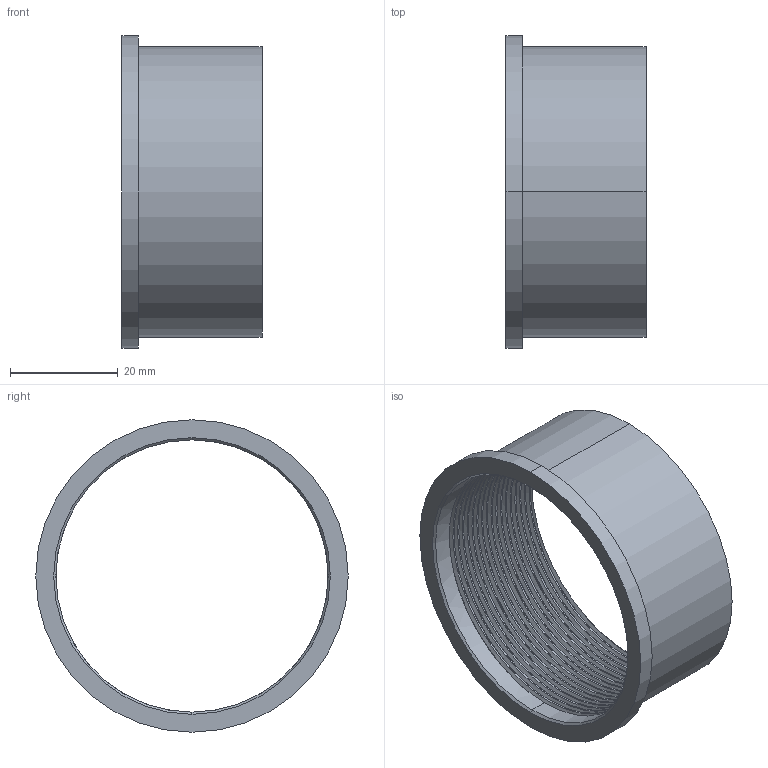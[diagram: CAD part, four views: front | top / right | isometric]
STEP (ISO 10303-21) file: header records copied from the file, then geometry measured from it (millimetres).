
FILE_DESCRIPTION (( 'STEP AP203' ), '1' );
FILE_NAME ('3D-LR-131-E_1 1-2_17106370.STEP', '2024-09-02T15:32:48', ( '' ), ( '' ), 'SwSTEP 2.0', 'SolidWorks 2024', '' );
FILE_SCHEMA (( 'CONFIG_CONTROL_DESIGN' ));
Length unit declared in the file: millimetre
Products named in the file (1): 3D-LR-131-E_1 1-2_17106370
Bounding box: 26 x 58 x 58 mm (x, y, z)
Volume: 7336.6 mm3; surface area: 12069.3 mm2
Topology: 1 solids, 1 shells, 51 faces, 140 edges, 92 vertices
Faces by surface type: cylinder 42, plane 4, bspline 3, cone 2
Entity records: 4678 total; most frequent: CARTESIAN_POINT 3528, ORIENTED_EDGE 280, DIRECTION 174, EDGE_CURVE 140, VERTEX_POINT 92, AXIS2_PLACEMENT_3D 63, EDGE_LOOP 54, FACE_OUTER_BOUND 51
